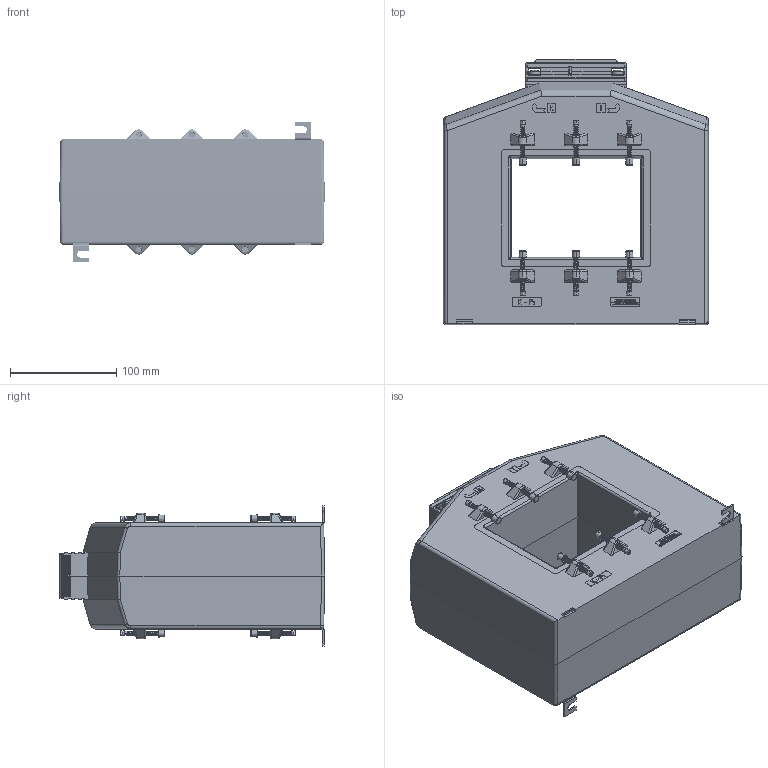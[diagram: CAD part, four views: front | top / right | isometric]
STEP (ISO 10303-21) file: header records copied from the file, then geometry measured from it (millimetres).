
FILE_DESCRIPTION (( 'STEP AP214' ), '1' );
FILE_NAME ('ASK129.1_kpl.STEP', '2012-01-16T11:45:32', ( ' ' ), ( '' ), 'SwSTEP 2.0', 'SolidWorks 2010', '' );
FILE_SCHEMA (( 'AUTOMOTIVE_DESIGN' ));
Length unit declared in the file: millimetre
Products named in the file (10): ASK61.4-14_Plombierplatte; ASK129.1_Gehäuseschale_Halbschale_01; MBS_WN-003_04_Klemme_WN-003_02; ASK41.4-13; Linsenschraube DIN 7985 4.8 VZ M 5 x 10; Plastite_Schraube_40_mit-Gewinde; Fusswinkel; Isolierschutzkappe; ASK129.1_kpl; ASK129.1_Gehäuseschale
Assembly tree (37 placements, depth 2):
  ASK129.1_kpl
    Plastite_Schraube_40_mit-Gewinde  x12
    Isolierschutzkappe  x12
    MBS_WN-003_04_Klemme_WN-003_02  x2
    ASK41.4-13  x2
    Linsenschraube DIN 7985 4.8 VZ M 5 x 10  x4
    ASK61.4-14_Plombierplatte
    Fusswinkel  x2
    ASK129.1_Gehäuseschale
    ASK129.1_Gehäuseschale_Halbschale_01
Bounding box: 250 x 250 x 132 mm (x, y, z)
Volume: 4236509.9 mm3; surface area: 346805 mm2
Topology: 37 solids, 37 shells, 2793 faces, 7221 edges, 4646 vertices
Faces by surface type: plane 1362, cylinder 825, bspline 392, cone 176, torus 26, sphere 12
Entity records: 77508 total; most frequent: CARTESIAN_POINT 34419, ORIENTED_EDGE 9600, DIRECTION 7416, EDGE_CURVE 4800, VECTOR 3354, LINE 3354, VERTEX_POINT 3121, AXIS2_PLACEMENT_3D 2031
